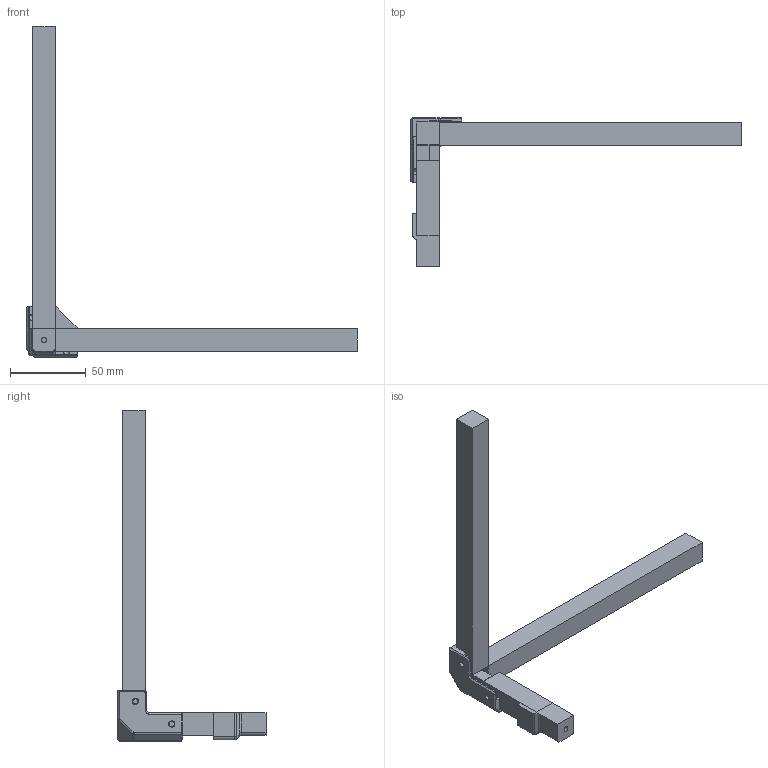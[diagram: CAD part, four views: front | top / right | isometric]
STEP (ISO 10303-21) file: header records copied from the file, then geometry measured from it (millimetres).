
FILE_DESCRIPTION (( 'STEP AP203' ), '1' );
FILE_NAME ('50mm_Extrusion_Tophat_Corner_x4.STEP', '2020-04-06T14:42:04', ( '' ), ( '' ), 'SwSTEP 2.0', 'SolidWorks 2018', '' );
FILE_SCHEMA (( 'CONFIG_CONTROL_DESIGN' ));
Length unit declared in the file: millimetre
Products named in the file (1): 50mm_Extrusion_Tophat_Corner_x4
Bounding box: 219 x 98 x 219 mm (x, y, z)
Volume: 130823.9 mm3; surface area: 41312.7 mm2
Topology: 6 solids, 6 shells, 202 faces, 505 edges, 309 vertices
Faces by surface type: plane 129, cylinder 37, cone 30, sphere 4, bspline 1, torus 1
Entity records: 6012 total; most frequent: CARTESIAN_POINT 1058, DIRECTION 1012, ORIENTED_EDGE 1010, EDGE_CURVE 505, LINE 394, VECTOR 394, VERTEX_POINT 309, AXIS2_PLACEMENT_3D 309
